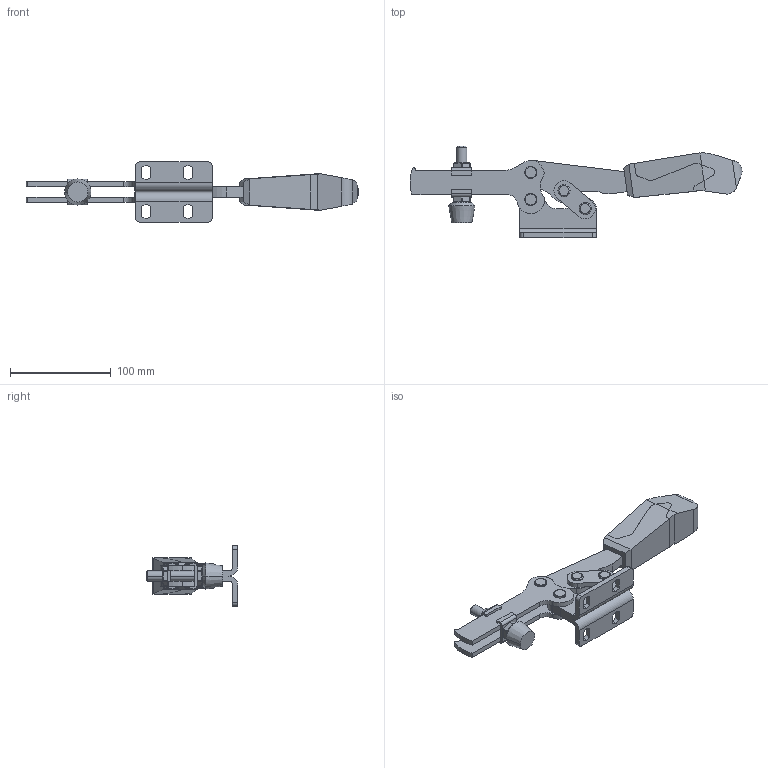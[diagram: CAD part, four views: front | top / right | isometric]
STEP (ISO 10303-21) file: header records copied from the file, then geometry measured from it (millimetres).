
FILE_DESCRIPTION (( 'STEP AP214' ), '1' );
FILE_NAME ('EH 23330.1305.STEP', '2019-10-25T05:51:55', ( '' ), ( '' ), 'SwSTEP 2.0', 'SolidWorks 2019', '' );
FILE_SCHEMA (( 'AUTOMOTIVE_DESIGN' ));
Length unit declared in the file: millimetre
Products named in the file (8): _551717_2.stp; _551720-12.stp; _551720-13.stp; _551717_1.stp; _551717-3_0.stp; _557256.stp; EH 23330.1305; _551717-6_0.stp
Assembly tree (7 placements, depth 2):
  EH 23330.1305
    _551717_1.stp
    _551717_2.stp
    _551717-3_0.stp
    _557256.stp
    _551720-12.stp
    _551720-13.stp
    _551717-6_0.stp
Bounding box: 329.84 x 91 x 60 mm (x, y, z)
Volume: 257643.1 mm3; surface area: 75271 mm2
Topology: 7 solids, 8 shells, 321 faces, 827 edges, 542 vertices
Faces by surface type: cylinder 147, plane 140, torus 18, cone 16
Entity records: 10844 total; most frequent: CARTESIAN_POINT 2209, DIRECTION 1729, ORIENTED_EDGE 1654, EDGE_CURVE 827, AXIS2_PLACEMENT_3D 641, VERTEX_POINT 542, LINE 447, VECTOR 447
